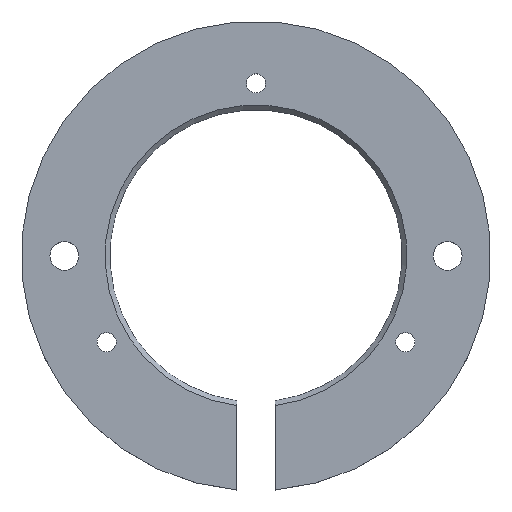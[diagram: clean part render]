
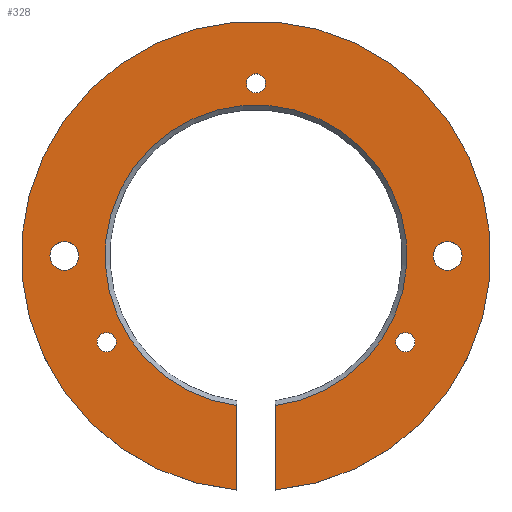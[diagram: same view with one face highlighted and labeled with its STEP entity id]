
A CAD part, top view. The second image highlights one B-rep face of the part: STEP entity #328.
In plain terms, the highlighted planar face has unit normal (0, 0, 1).
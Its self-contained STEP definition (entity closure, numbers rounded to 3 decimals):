
#34=FACE_BOUND('',#114,.T.);
#35=FACE_BOUND('',#115,.T.);
#36=FACE_BOUND('',#116,.T.);
#37=FACE_BOUND('',#117,.T.);
#38=FACE_BOUND('',#118,.T.);
#42=LINE('',#542,#63);
#48=LINE('',#562,#69);
#63=VECTOR('',#430,10.);
#69=VECTOR('',#444,10.);
#83=PLANE('',#378);
#91=FACE_OUTER_BOUND('',#113,.T.);
#113=EDGE_LOOP('',(#259,#260,#261,#262));
#114=EDGE_LOOP('',(#263));
#115=EDGE_LOOP('',(#264));
#116=EDGE_LOOP('',(#265));
#117=EDGE_LOOP('',(#266));
#118=EDGE_LOOP('',(#267));
#139=CIRCLE('',#376,15.75);
#141=CIRCLE('',#379,24.5);
#142=CIRCLE('',#380,1.);
#143=CIRCLE('',#381,1.);
#144=CIRCLE('',#382,1.);
#145=CIRCLE('',#383,1.5);
#146=CIRCLE('',#384,1.5);
#169=VERTEX_POINT('',#537);
#170=VERTEX_POINT('',#541);
#176=VERTEX_POINT('',#554);
#177=VERTEX_POINT('',#561);
#178=VERTEX_POINT('',#564);
#179=VERTEX_POINT('',#566);
#180=VERTEX_POINT('',#568);
#181=VERTEX_POINT('',#570);
#182=VERTEX_POINT('',#572);
#201=EDGE_CURVE('',#170,#169,#42,.T.);
#208=EDGE_CURVE('',#176,#169,#139,.T.);
#210=EDGE_CURVE('',#176,#177,#48,.T.);
#211=EDGE_CURVE('',#177,#170,#141,.T.);
#212=EDGE_CURVE('',#178,#178,#142,.T.);
#213=EDGE_CURVE('',#179,#179,#143,.T.);
#214=EDGE_CURVE('',#180,#180,#144,.T.);
#215=EDGE_CURVE('',#181,#181,#145,.T.);
#216=EDGE_CURVE('',#182,#182,#146,.T.);
#259=ORIENTED_EDGE('',*,*,#208,.F.);
#260=ORIENTED_EDGE('',*,*,#210,.T.);
#261=ORIENTED_EDGE('',*,*,#211,.T.);
#262=ORIENTED_EDGE('',*,*,#201,.T.);
#263=ORIENTED_EDGE('',*,*,#212,.T.);
#264=ORIENTED_EDGE('',*,*,#213,.T.);
#265=ORIENTED_EDGE('',*,*,#214,.T.);
#266=ORIENTED_EDGE('',*,*,#215,.T.);
#267=ORIENTED_EDGE('',*,*,#216,.T.);
#328=ADVANCED_FACE('',(#91,#34,#35,#36,#37,#38),#83,.T.);
#376=AXIS2_PLACEMENT_3D('',#558,#438,#439);
#378=AXIS2_PLACEMENT_3D('',#560,#442,#443);
#379=AXIS2_PLACEMENT_3D('',#563,#445,#446);
#380=AXIS2_PLACEMENT_3D('',#565,#447,#448);
#381=AXIS2_PLACEMENT_3D('',#567,#449,#450);
#382=AXIS2_PLACEMENT_3D('',#569,#451,#452);
#383=AXIS2_PLACEMENT_3D('',#571,#453,#454);
#384=AXIS2_PLACEMENT_3D('',#573,#455,#456);
#430=DIRECTION('',(0.,1.,0.));
#438=DIRECTION('center_axis',(0.,0.,1.));
#439=DIRECTION('ref_axis',(-1.,0.,0.));
#442=DIRECTION('center_axis',(0.,0.,1.));
#443=DIRECTION('ref_axis',(1.,0.,0.));
#444=DIRECTION('',(0.,-1.,0.));
#445=DIRECTION('center_axis',(0.,0.,1.));
#446=DIRECTION('ref_axis',(1.,0.,0.));
#447=DIRECTION('center_axis',(0.,0.,-1.));
#448=DIRECTION('ref_axis',(-1.,0.,0.));
#449=DIRECTION('center_axis',(0.,0.,-1.));
#450=DIRECTION('ref_axis',(-1.,0.,0.));
#451=DIRECTION('center_axis',(0.,0.,-1.));
#452=DIRECTION('ref_axis',(-1.,0.,0.));
#453=DIRECTION('center_axis',(0.,0.,-1.));
#454=DIRECTION('ref_axis',(1.,0.,0.));
#455=DIRECTION('center_axis',(0.,0.,-1.));
#456=DIRECTION('ref_axis',(1.,0.,0.));
#537=CARTESIAN_POINT('',(-2.,-15.622,3.5));
#541=CARTESIAN_POINT('',(-2.,-24.418,3.5));
#542=CARTESIAN_POINT('',(-2.,-15.405,3.5));
#554=CARTESIAN_POINT('',(2.,-15.622,3.5));
#558=CARTESIAN_POINT('Origin',(0.,0.,3.5));
#560=CARTESIAN_POINT('Origin',(0.,0.,3.5));
#561=CARTESIAN_POINT('',(2.,-24.418,3.5));
#562=CARTESIAN_POINT('',(2.,-5.405,3.5));
#563=CARTESIAN_POINT('Origin',(0.,0.,3.5));
#564=CARTESIAN_POINT('',(-1.,18.,3.5));
#565=CARTESIAN_POINT('Origin',(0.,18.,3.5));
#566=CARTESIAN_POINT('',(-16.588,-9.,3.5));
#567=CARTESIAN_POINT('Origin',(-15.588,-9.,3.5));
#568=CARTESIAN_POINT('',(14.588,-9.,3.5));
#569=CARTESIAN_POINT('Origin',(15.588,-9.,3.5));
#570=CARTESIAN_POINT('',(18.5,0.,3.5));
#571=CARTESIAN_POINT('Origin',(20.,0.,3.5));
#572=CARTESIAN_POINT('',(-21.5,0.,3.5));
#573=CARTESIAN_POINT('Origin',(-20.,0.,3.5));
